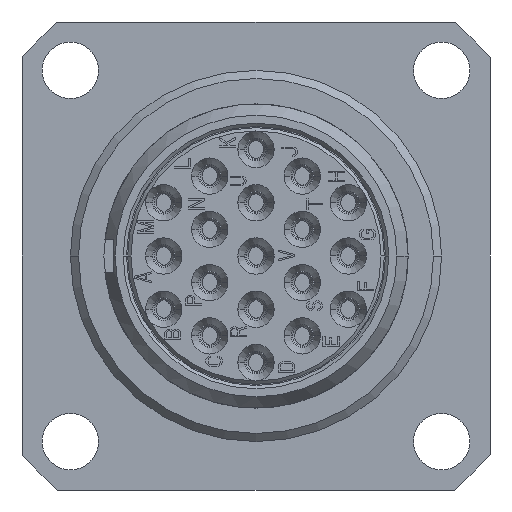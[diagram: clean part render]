
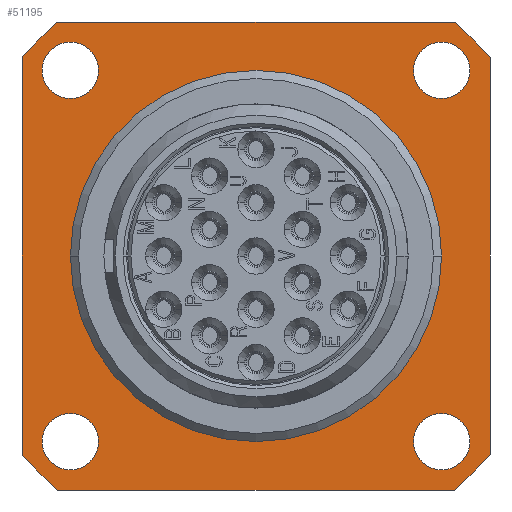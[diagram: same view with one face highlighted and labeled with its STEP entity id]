
A CAD part, left-side view. The second image highlights one B-rep face of the part: STEP entity #51195.
In plain terms, the highlighted planar face has unit normal (-1, 0, 0).
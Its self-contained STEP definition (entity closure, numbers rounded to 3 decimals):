
#342=CARTESIAN_POINT('',(-0.5,0.,0.));
#343=DIRECTION('',(1.,0.,0.));
#344=DIRECTION('',(0.,1.,0.));
#345=AXIS2_PLACEMENT_3D('',#342,#343,#344);
#355=CARTESIAN_POINT('',(-0.5,0.,0.));
#356=DIRECTION('',(1.,0.,0.));
#357=DIRECTION('',(0.,-1.,0.));
#358=AXIS2_PLACEMENT_3D('',#355,#356,#357);
#360=DIRECTION('',(0.,1.,0.));
#361=VECTOR('',#360,24.556);
#362=CARTESIAN_POINT('',(-0.5,-12.278,14.5));
#363=LINE('3853',#362,#361);
#364=CARTESIAN_POINT('',(-0.5,0.,0.));
#365=DIRECTION('',(1.,0.,0.));
#366=DIRECTION('',(0.,-0.646,0.763));
#367=AXIS2_PLACEMENT_3D('',#364,#365,#366);
#369=DIRECTION('',(0.,0.,1.));
#370=VECTOR('',#369,24.556);
#371=CARTESIAN_POINT('',(-0.5,-14.5,-12.278));
#372=LINE('3854',#371,#370);
#373=CARTESIAN_POINT('',(-0.5,0.,0.));
#374=DIRECTION('',(1.,0.,0.));
#375=DIRECTION('',(0.,-0.763,-0.646));
#376=AXIS2_PLACEMENT_3D('',#373,#374,#375);
#378=DIRECTION('',(0.,-1.,0.));
#379=VECTOR('',#378,24.556);
#380=CARTESIAN_POINT('',(-0.5,12.278,-14.5));
#381=LINE('3855',#380,#379);
#382=CARTESIAN_POINT('',(-0.5,0.,0.));
#383=DIRECTION('',(1.,0.,0.));
#384=DIRECTION('',(0.,0.646,-0.763));
#385=AXIS2_PLACEMENT_3D('',#382,#383,#384);
#387=DIRECTION('',(0.,0.,-1.));
#388=VECTOR('',#387,24.556);
#389=CARTESIAN_POINT('',(-0.5,14.5,12.278));
#390=LINE('3856',#389,#388);
#391=CARTESIAN_POINT('',(-0.5,0.,0.));
#392=DIRECTION('',(1.,0.,0.));
#393=DIRECTION('',(0.,0.763,0.646));
#394=AXIS2_PLACEMENT_3D('',#391,#392,#393);
#396=CARTESIAN_POINT('',(-0.5,11.5,-11.5));
#397=DIRECTION('',(-1.,0.,0.));
#398=DIRECTION('',(0.,0.,-1.));
#399=AXIS2_PLACEMENT_3D('',#396,#397,#398);
#401=CARTESIAN_POINT('',(-0.5,11.5,-11.5));
#402=DIRECTION('',(-1.,0.,0.));
#403=DIRECTION('',(0.,0.,1.));
#404=AXIS2_PLACEMENT_3D('',#401,#402,#403);
#406=CARTESIAN_POINT('',(-0.5,11.5,11.5));
#407=DIRECTION('',(-1.,0.,0.));
#408=DIRECTION('',(0.,0.,-1.));
#409=AXIS2_PLACEMENT_3D('',#406,#407,#408);
#411=CARTESIAN_POINT('',(-0.5,11.5,11.5));
#412=DIRECTION('',(-1.,0.,0.));
#413=DIRECTION('',(0.,0.,1.));
#414=AXIS2_PLACEMENT_3D('',#411,#412,#413);
#416=CARTESIAN_POINT('',(-0.5,-11.5,-11.5));
#417=DIRECTION('',(-1.,0.,0.));
#418=DIRECTION('',(0.,0.,-1.));
#419=AXIS2_PLACEMENT_3D('',#416,#417,#418);
#421=CARTESIAN_POINT('',(-0.5,-11.5,-11.5));
#422=DIRECTION('',(-1.,0.,0.));
#423=DIRECTION('',(0.,0.,1.));
#424=AXIS2_PLACEMENT_3D('',#421,#422,#423);
#426=CARTESIAN_POINT('',(-0.5,-11.5,11.5));
#427=DIRECTION('',(-1.,0.,0.));
#428=DIRECTION('',(0.,0.,-1.));
#429=AXIS2_PLACEMENT_3D('',#426,#427,#428);
#431=CARTESIAN_POINT('',(-0.5,-11.5,11.5));
#432=DIRECTION('',(-1.,0.,0.));
#433=DIRECTION('',(0.,0.,1.));
#434=AXIS2_PLACEMENT_3D('',#431,#432,#433);
#40218=CARTESIAN_POINT('',(-0.5,11.5,0.));
#40219=VERTEX_POINT('',#40218);
#40220=CARTESIAN_POINT('',(-0.5,-11.5,0.));
#40221=VERTEX_POINT('',#40220);
#40238=CARTESIAN_POINT('',(-0.5,11.5,-13.25));
#40239=CARTESIAN_POINT('',(-0.5,11.5,-9.75));
#40240=VERTEX_POINT('',#40238);
#40241=VERTEX_POINT('',#40239);
#40242=CARTESIAN_POINT('',(-0.5,11.5,9.75));
#40243=CARTESIAN_POINT('',(-0.5,11.5,13.25));
#40244=VERTEX_POINT('',#40242);
#40245=VERTEX_POINT('',#40243);
#40246=CARTESIAN_POINT('',(-0.5,-11.5,-13.25));
#40247=CARTESIAN_POINT('',(-0.5,-11.5,-9.75));
#40248=VERTEX_POINT('',#40246);
#40249=VERTEX_POINT('',#40247);
#40250=CARTESIAN_POINT('',(-0.5,-11.5,9.75));
#40251=CARTESIAN_POINT('',(-0.5,-11.5,13.25));
#40252=VERTEX_POINT('',#40250);
#40253=VERTEX_POINT('',#40251);
#40354=CARTESIAN_POINT('',(-0.5,-12.278,14.5));
#40355=CARTESIAN_POINT('',(-0.5,12.278,14.5));
#40356=VERTEX_POINT('',#40354);
#40357=VERTEX_POINT('',#40355);
#40358=CARTESIAN_POINT('',(-0.5,-14.5,-12.278));
#40359=CARTESIAN_POINT('',(-0.5,-14.5,12.278));
#40360=VERTEX_POINT('',#40358);
#40361=VERTEX_POINT('',#40359);
#40362=CARTESIAN_POINT('',(-0.5,12.278,-14.5));
#40363=CARTESIAN_POINT('',(-0.5,-12.278,-14.5));
#40364=VERTEX_POINT('',#40362);
#40365=VERTEX_POINT('',#40363);
#40366=CARTESIAN_POINT('',(-0.5,14.5,12.278));
#40367=CARTESIAN_POINT('',(-0.5,14.5,-12.278));
#40368=VERTEX_POINT('',#40366);
#40369=VERTEX_POINT('',#40367);
#51144=CARTESIAN_POINT('',(-0.5,0.,0.));
#51145=DIRECTION('',(1.,0.,0.));
#51146=DIRECTION('',(0.,0.,-1.));
#51147=AXIS2_PLACEMENT_3D('',#51144,#51145,#51146);
#51148=PLANE('289',#51147);
#51150=ORIENTED_EDGE('3853',*,*,#51149,.F.);
#51152=ORIENTED_EDGE('3905',*,*,#51151,.T.);
#51154=ORIENTED_EDGE('3854',*,*,#51153,.F.);
#51156=ORIENTED_EDGE('3904',*,*,#51155,.T.);
#51158=ORIENTED_EDGE('3855',*,*,#51157,.F.);
#51160=ORIENTED_EDGE('3903',*,*,#51159,.T.);
#51162=ORIENTED_EDGE('3856',*,*,#51161,.F.);
#51164=ORIENTED_EDGE('3892',*,*,#51163,.T.);
#51165=EDGE_LOOP('289',(#51150,#51152,#51154,#51156,#51158,#51160,#51162,
#51164));
#51166=FACE_OUTER_BOUND('289',#51165,.F.);
#51168=ORIENTED_EDGE('3751',*,*,#51167,.T.);
#51170=ORIENTED_EDGE('3752',*,*,#51169,.T.);
#51171=EDGE_LOOP('289',(#51168,#51170));
#51172=FACE_BOUND('289',#51171,.F.);
#51174=ORIENTED_EDGE('3753',*,*,#51173,.T.);
#51176=ORIENTED_EDGE('3754',*,*,#51175,.T.);
#51177=EDGE_LOOP('289',(#51174,#51176));
#51178=FACE_BOUND('289',#51177,.F.);
#51180=ORIENTED_EDGE('3755',*,*,#51179,.T.);
#51182=ORIENTED_EDGE('3756',*,*,#51181,.T.);
#51183=EDGE_LOOP('289',(#51180,#51182));
#51184=FACE_BOUND('289',#51183,.F.);
#51186=ORIENTED_EDGE('3757',*,*,#51185,.T.);
#51188=ORIENTED_EDGE('3758',*,*,#51187,.T.);
#51189=EDGE_LOOP('289',(#51186,#51188));
#51190=FACE_BOUND('289',#51189,.F.);
#51191=ORIENTED_EDGE('3741',*,*,#51109,.F.);
#51192=ORIENTED_EDGE('3742',*,*,#51132,.F.);
#51193=EDGE_LOOP('289',(#51191,#51192));
#51194=FACE_BOUND('289',#51193,.F.);
#346=CIRCLE('3741',#345,11.5);
#359=CIRCLE('3742',#358,11.5);
#368=CIRCLE('3905',#367,19.);
#377=CIRCLE('3904',#376,19.);
#386=CIRCLE('3903',#385,19.);
#395=CIRCLE('3892',#394,19.);
#400=CIRCLE('3751',#399,1.75);
#405=CIRCLE('3752',#404,1.75);
#410=CIRCLE('3753',#409,1.75);
#415=CIRCLE('3754',#414,1.75);
#420=CIRCLE('3755',#419,1.75);
#425=CIRCLE('3756',#424,1.75);
#430=CIRCLE('3757',#429,1.75);
#435=CIRCLE('3758',#434,1.75);
#51109=EDGE_CURVE('3741',#40219,#40221,#346,.T.);
#51132=EDGE_CURVE('3742',#40221,#40219,#359,.T.);
#51149=EDGE_CURVE('3853',#40356,#40357,#363,.T.);
#51151=EDGE_CURVE('3905',#40356,#40361,#368,.T.);
#51153=EDGE_CURVE('3854',#40360,#40361,#372,.T.);
#51155=EDGE_CURVE('3904',#40360,#40365,#377,.T.);
#51157=EDGE_CURVE('3855',#40364,#40365,#381,.T.);
#51159=EDGE_CURVE('3903',#40364,#40369,#386,.T.);
#51161=EDGE_CURVE('3856',#40368,#40369,#390,.T.);
#51163=EDGE_CURVE('3892',#40368,#40357,#395,.T.);
#51167=EDGE_CURVE('3751',#40240,#40241,#400,.T.);
#51169=EDGE_CURVE('3752',#40241,#40240,#405,.T.);
#51173=EDGE_CURVE('3753',#40244,#40245,#410,.T.);
#51175=EDGE_CURVE('3754',#40245,#40244,#415,.T.);
#51179=EDGE_CURVE('3755',#40248,#40249,#420,.T.);
#51181=EDGE_CURVE('3756',#40249,#40248,#425,.T.);
#51185=EDGE_CURVE('3757',#40252,#40253,#430,.T.);
#51187=EDGE_CURVE('3758',#40253,#40252,#435,.T.);
#51195=ADVANCED_FACE('289',(#51166,#51172,#51178,#51184,#51190,#51194),#51148,
.F.);
